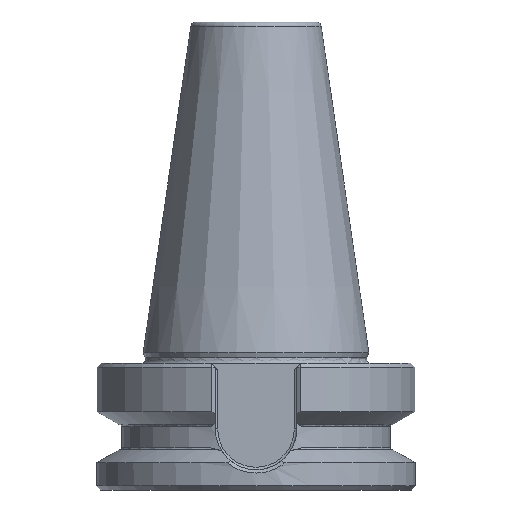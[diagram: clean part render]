
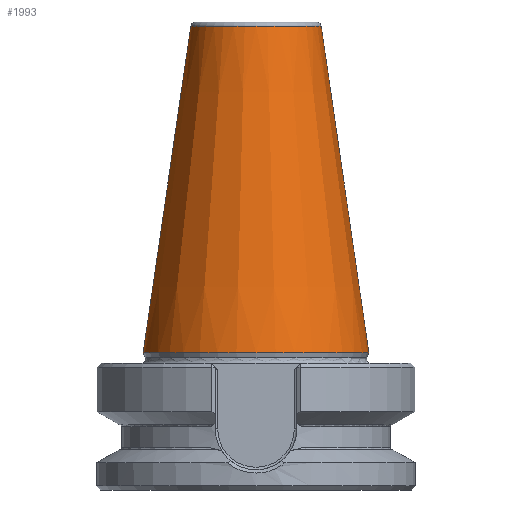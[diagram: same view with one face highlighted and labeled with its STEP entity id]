
A CAD part, front view. The second image highlights one B-rep face of the part: STEP entity #1993.
In plain terms, the highlighted conical face has half-angle 8.297 degrees and reference radius 12.871 mm.
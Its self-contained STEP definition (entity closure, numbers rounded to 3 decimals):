
#266=CONICAL_SURFACE('',#2140,12.871,0.145);
#604=ORIENTED_EDGE('',*,*,#669,.T.);
#605=ORIENTED_EDGE('',*,*,#832,.F.);
#669=EDGE_CURVE('',#865,#865,#999,.T.);
#832=EDGE_CURVE('',#972,#972,#1036,.T.);
#865=VERTEX_POINT('',#2565);
#972=VERTEX_POINT('',#3117);
#999=CIRCLE('',#2024,22.268);
#1036=CIRCLE('',#2139,12.871);
#1130=EDGE_LOOP('',(#604));
#1131=EDGE_LOOP('',(#605));
#1242=FACE_BOUND('',#1130,.T.);
#1243=FACE_BOUND('',#1131,.T.);
#1993=ADVANCED_FACE('',(#1242,#1243),#266,.T.);
#2024=AXIS2_PLACEMENT_3D('',#2564,#2187,#2188);
#2139=AXIS2_PLACEMENT_3D('',#3116,#2481,#2482);
#2140=AXIS2_PLACEMENT_3D('',#3118,#2483,#2484);
#2187=DIRECTION('',(0.,0.,1.));
#2188=DIRECTION('',(1.,0.,0.));
#2481=DIRECTION('',(0.,0.,1.));
#2482=DIRECTION('',(1.,0.,0.));
#2483=DIRECTION('',(0.,0.,-1.));
#2484=DIRECTION('',(-1.,0.,0.));
#2564=CARTESIAN_POINT('',(0.,0.,0.106));
#2565=CARTESIAN_POINT('',(22.268,0.,0.106));
#3116=CARTESIAN_POINT('',(0.,0.,64.544));
#3117=CARTESIAN_POINT('',(12.871,0.,64.544));
#3118=CARTESIAN_POINT('',(0.,0.,64.544));
